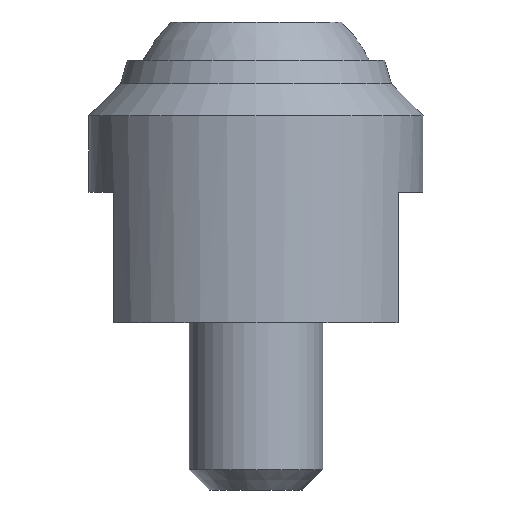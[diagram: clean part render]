
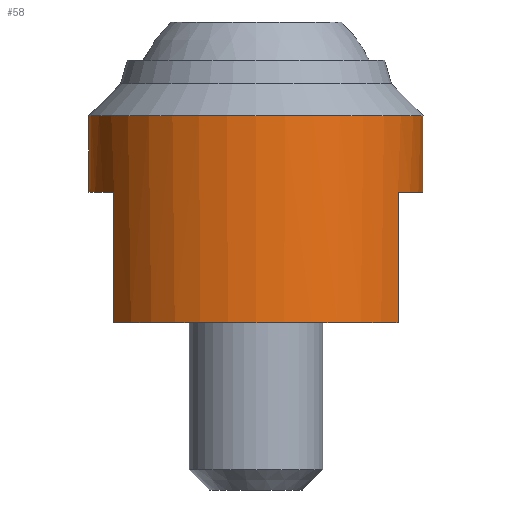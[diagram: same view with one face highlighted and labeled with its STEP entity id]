
A CAD part, front view. The second image highlights one B-rep face of the part: STEP entity #58.
In plain terms, the highlighted cylindrical face has radius 10 mm (diameter 20 mm), a full revolution.
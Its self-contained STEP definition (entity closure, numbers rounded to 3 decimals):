
#58 = ADVANCED_FACE( '', ( #119, #120 ), #121, .T. );
#119 = FACE_OUTER_BOUND( '', #176, .T. );
#120 = FACE_OUTER_BOUND( '', #177, .T. );
#121 = CYLINDRICAL_SURFACE( '', #178, 10. );
#176 = EDGE_LOOP( '', ( #258 ) );
#177 = EDGE_LOOP( '', ( #259, #260, #261, #262, #263, #264, #265, #266 ) );
#178 = AXIS2_PLACEMENT_3D( '', #267, #268, #269 );
#258 = ORIENTED_EDGE( '', *, *, #316, .T. );
#259 = ORIENTED_EDGE( '', *, *, #297, .F. );
#260 = ORIENTED_EDGE( '', *, *, #306, .F. );
#261 = ORIENTED_EDGE( '', *, *, #299, .F. );
#262 = ORIENTED_EDGE( '', *, *, #304, .T. );
#263 = ORIENTED_EDGE( '', *, *, #290, .F. );
#264 = ORIENTED_EDGE( '', *, *, #288, .F. );
#265 = ORIENTED_EDGE( '', *, *, #292, .F. );
#266 = ORIENTED_EDGE( '', *, *, #303, .T. );
#267 = CARTESIAN_POINT( '', ( 0., 0., 15.7 ) );
#268 = DIRECTION( '', ( 0., 0., 1. ) );
#269 = DIRECTION( '', ( -1., 0., 0. ) );
#288 = EDGE_CURVE( '', #322, #321, #324, .T. );
#290 = EDGE_CURVE( '', #321, #326, #327, .T. );
#292 = EDGE_CURVE( '', #328, #322, #330, .F. );
#297 = EDGE_CURVE( '', #337, #338, #339, .T. );
#299 = EDGE_CURVE( '', #340, #342, #343, .F. );
#303 = EDGE_CURVE( '', #328, #338, #348, .T. );
#304 = EDGE_CURVE( '', #340, #326, #349, .T. );
#306 = EDGE_CURVE( '', #342, #337, #351, .T. );
#316 = EDGE_CURVE( '', #365, #365, #366, .T. );
#321 = VERTEX_POINT( '', #371 );
#322 = VERTEX_POINT( '', #372 );
#324 = CIRCLE( '', #375, 10. );
#326 = VERTEX_POINT( '', #377 );
#327 = LINE( '', #378, #379 );
#328 = VERTEX_POINT( '', #380 );
#330 = LINE( '', #383, #384 );
#337 = VERTEX_POINT( '', #391 );
#338 = VERTEX_POINT( '', #392 );
#339 = LINE( '', #393, #394 );
#340 = VERTEX_POINT( '', #395 );
#342 = VERTEX_POINT( '', #398 );
#343 = LINE( '', #399, #400 );
#348 = CIRCLE( '', #406, 10. );
#349 = CIRCLE( '', #407, 10. );
#351 = CIRCLE( '', #409, 10. );
#365 = VERTEX_POINT( '', #423 );
#366 = CIRCLE( '', #424, 10. );
#371 = CARTESIAN_POINT( '', ( 8.5, -5.268, 7.8 ) );
#372 = CARTESIAN_POINT( '', ( 8.5, 5.268, 7.8 ) );
#375 = AXIS2_PLACEMENT_3D( '', #429, #430, #431 );
#377 = CARTESIAN_POINT( '', ( 8.5, -5.268, 0. ) );
#378 = CARTESIAN_POINT( '', ( 8.5, -5.268, 15.7 ) );
#379 = VECTOR( '', #432, 1000. );
#380 = CARTESIAN_POINT( '', ( 8.5, 5.268, 0. ) );
#383 = CARTESIAN_POINT( '', ( 8.5, 5.268, 15.7 ) );
#384 = VECTOR( '', #434, 1000. );
#391 = CARTESIAN_POINT( '', ( -8.5, 5.268, 7.8 ) );
#392 = CARTESIAN_POINT( '', ( -8.5, 5.268, 0. ) );
#393 = CARTESIAN_POINT( '', ( -8.5, 5.268, 15.7 ) );
#394 = VECTOR( '', #441, 1000. );
#395 = CARTESIAN_POINT( '', ( -8.5, -5.268, 0. ) );
#398 = CARTESIAN_POINT( '', ( -8.5, -5.268, 7.8 ) );
#399 = CARTESIAN_POINT( '', ( -8.5, -5.268, 15.7 ) );
#400 = VECTOR( '', #443, 1000. );
#406 = AXIS2_PLACEMENT_3D( '', #448, #449, #450 );
#407 = AXIS2_PLACEMENT_3D( '', #451, #452, #453 );
#409 = AXIS2_PLACEMENT_3D( '', #454, #455, #456 );
#423 = CARTESIAN_POINT( '', ( -10., 0., 12.4 ) );
#424 = AXIS2_PLACEMENT_3D( '', #469, #470, #471 );
#429 = CARTESIAN_POINT( '', ( 0., 0., 7.8 ) );
#430 = DIRECTION( '', ( 0., 0., -1. ) );
#431 = DIRECTION( '', ( -1., 0., 0. ) );
#432 = DIRECTION( '', ( 0., 0., -1. ) );
#434 = DIRECTION( '', ( 0., 0., -1. ) );
#441 = DIRECTION( '', ( 0., 0., -1. ) );
#443 = DIRECTION( '', ( 0., 0., -1. ) );
#448 = CARTESIAN_POINT( '', ( 0., 0., 0. ) );
#449 = DIRECTION( '', ( 0., 0., 1. ) );
#450 = DIRECTION( '', ( 1., 0., 0. ) );
#451 = CARTESIAN_POINT( '', ( 0., 0., 0. ) );
#452 = DIRECTION( '', ( 0., 0., 1. ) );
#453 = DIRECTION( '', ( 1., 0., 0. ) );
#454 = CARTESIAN_POINT( '', ( 0., 0., 7.8 ) );
#455 = DIRECTION( '', ( 0., 0., -1. ) );
#456 = DIRECTION( '', ( -1., 0., 0. ) );
#469 = CARTESIAN_POINT( '', ( 0., 0., 12.4 ) );
#470 = DIRECTION( '', ( 0., 0., -1. ) );
#471 = DIRECTION( '', ( -1., 0., 0. ) );
